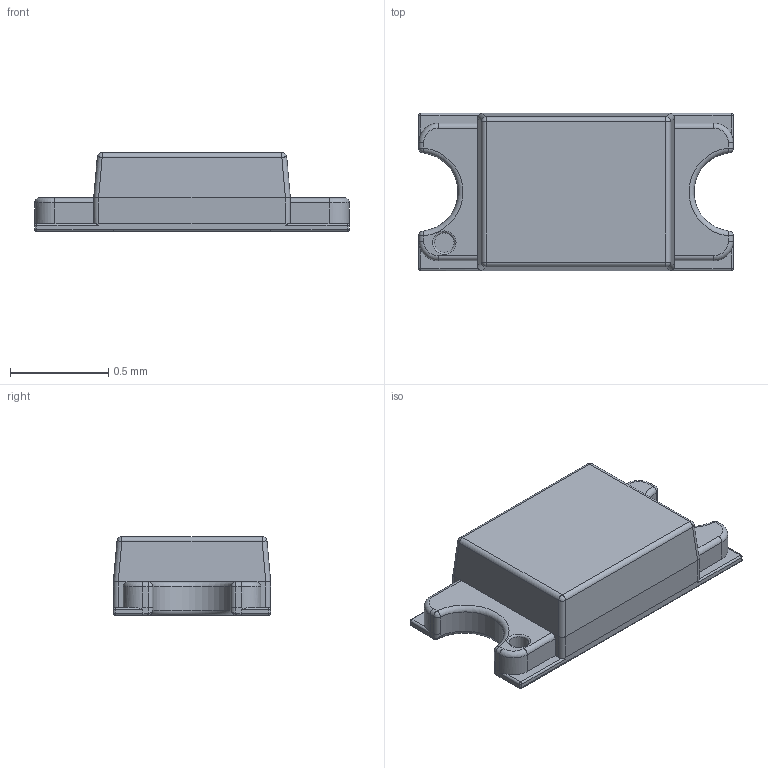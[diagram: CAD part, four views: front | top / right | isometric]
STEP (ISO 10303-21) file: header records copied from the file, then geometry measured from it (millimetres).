
FILE_DESCRIPTION(/* description */ (''),/* implementation_level */ '2;1');
FILE_NAME(/* name */ 'LED Yellow SMD 0603 Würth 150060YS55040.stp',/* time_stamp */ '2020-03-09T14:40:44+01:00',/* author */ ('diwou'),/* organization */ (''),/* preprocessor_version */ 'ST-DEVELOPER v18',/* originating_system */ 'Autodesk Inventor 2020',/* authorisation */ '');
FILE_SCHEMA (('AUTOMOTIVE_DESIGN { 1 0 10303 214 3 1 1 }'));
Length unit declared in the file: millimetre
Products named in the file (1): LED Yellow SMD 0603 Würth 150060YS55040
Bounding box: 1.6 x 0.8 x 0.4 mm (x, y, z)
Volume: 0.4 mm3; surface area: 3.8 mm2
Topology: 1 solids, 1 shells, 142 faces, 326 edges, 188 vertices
Faces by surface type: cylinder 61, plane 48, sphere 16, torus 9, bspline 8
Full cylindrical faces by diameter (mm): 0.1 x1
Entity records: 4306 total; most frequent: CARTESIAN_POINT 897, DIRECTION 693, ORIENTED_EDGE 652, EDGE_CURVE 326, AXIS2_PLACEMENT_3D 256, VERTEX_POINT 188, LINE 181, VECTOR 181
